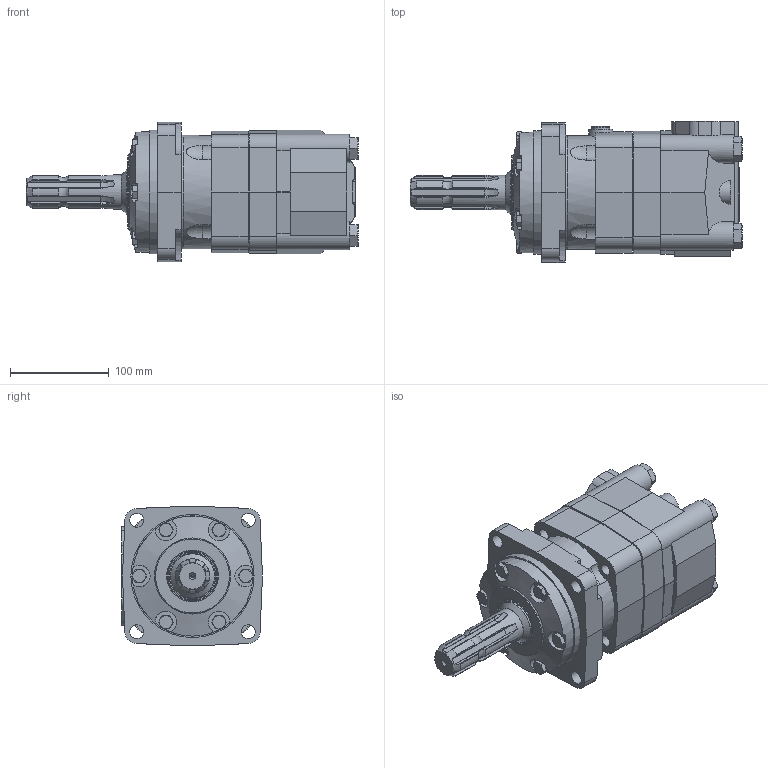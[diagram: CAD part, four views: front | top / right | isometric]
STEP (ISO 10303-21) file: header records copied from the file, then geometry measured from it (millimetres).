
FILE_DESCRIPTION(/* description */ ('STEP AP214'),/* implementation_level */ '2;1');
FILE_NAME(/* name */ 'MT250SL',/* time_stamp */ '2023-02-07T14:29:26+01:00',/* author */ ('License CC BY-ND 4.0'),/* organization */ ('CADENAS'),/* preprocessor_version */ 'ST-DEVELOPER v18.102',/* originating_system */ 'PARTsolutions',/* authorisation */ ' ');
FILE_SCHEMA (('AUTOMOTIVE_DESIGN {1 0 10303 214 3 1 1}'));
Length unit declared in the file: millimetre
Products named in the file (6): MT250SL; Hexagon bolt DIN 931-1 M14x1000; MTP; MT250D; MT-SLSH; MTFL
Assembly tree (8 placements, depth 2):
  MT250SL
    Hexagon bolt DIN 931-1 M14x1000  x4
    MTP
    MT250D
    MT-SLSH
    MTFL
Bounding box: 336.9 x 143 x 142 mm (x, y, z)
Volume: 3145007.6 mm3; surface area: 303433.1 mm2
Topology: 8 solids, 8 shells, 677 faces, 1632 edges, 1029 vertices
Faces by surface type: plane 346, cylinder 176, cone 123, torus 32
Full cylindrical faces by diameter (mm): 2.4 x4, 3.242 x1, 6 x1, 7 x3, 8.376 x4, 11.835 x4, 13 x6, 14 x10, 14.2 x4, 14.3 x4, 14.8 x2, 15 x12, 16.4 x4, 18 x1, 24.117 x2, 28.7 x2, 34.85 x1, 45 x2, 75 x1, 103 x2, 108 x1, 109 x1, 115 x1, 122 x1, 125 x1
Entity records: 17943 total; most frequent: CARTESIAN_POINT 3875, DIRECTION 2858, ORIENTED_EDGE 2740, EDGE_CURVE 1370, AXIS2_PLACEMENT_3D 1113, VERTEX_POINT 938, FACE_BOUND 824, EDGE_LOOP 813
